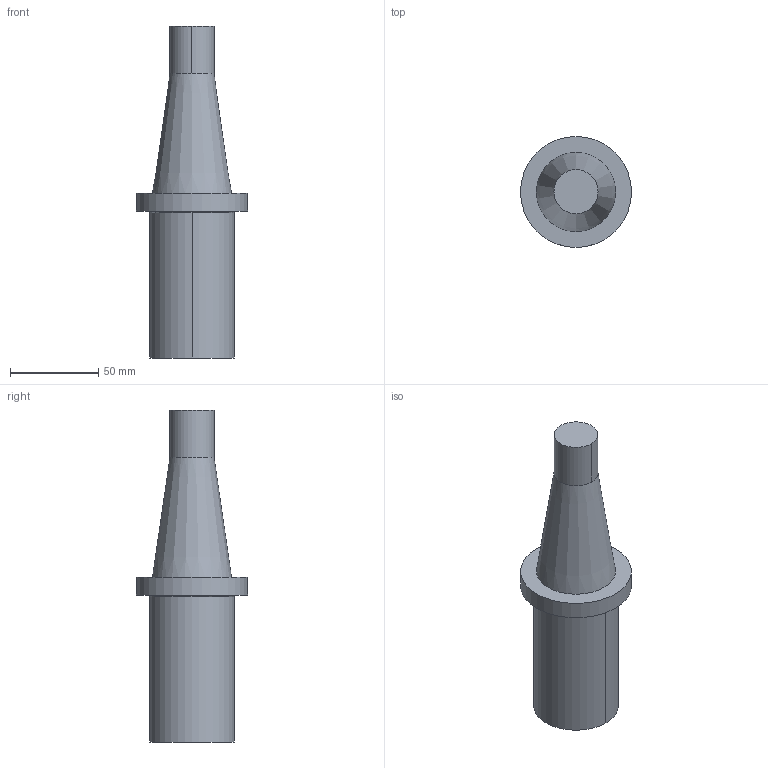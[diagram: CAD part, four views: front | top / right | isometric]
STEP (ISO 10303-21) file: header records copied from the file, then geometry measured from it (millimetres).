
FILE_DESCRIPTION(/* description */ (''),/* implementation_level */ '2;1');
FILE_NAME(/* name */ '2080.40-MTS.4.095.stp',/* time_stamp */ '2024-06-23T16:11:09+02:00',/* author */ (''),/* organization */ (''),/* preprocessor_version */ 'ST-DEVELOPER v16.7',/* originating_system */ 'SIEMENS PLM Software NX 12.0',/* authorisation */ '');
FILE_SCHEMA (('AUTOMOTIVE_DESIGN { 1 0 10303 214 3 1 1 1 }'));
Length unit declared in the file: millimetre
Products named in the file (1): pf660F5CA0AEj82b
Bounding box: 63 x 63 x 188.4 mm (x, y, z)
Volume: 262550.8 mm3; surface area: 29319.7 mm2
Topology: 1 solids, 3 shells, 17 faces, 31 edges, 22 vertices
Faces by surface type: cylinder 7, plane 6, cone 3, torus 1
Full cylindrical faces by diameter (mm): 63 x1
Entity records: 489 total; most frequent: DIRECTION 90, CARTESIAN_POINT 73, ORIENTED_EDGE 58, AXIS2_PLACEMENT_3D 40, EDGE_CURVE 29, VERTEX_POINT 23, EDGE_LOOP 22, CIRCLE 19
